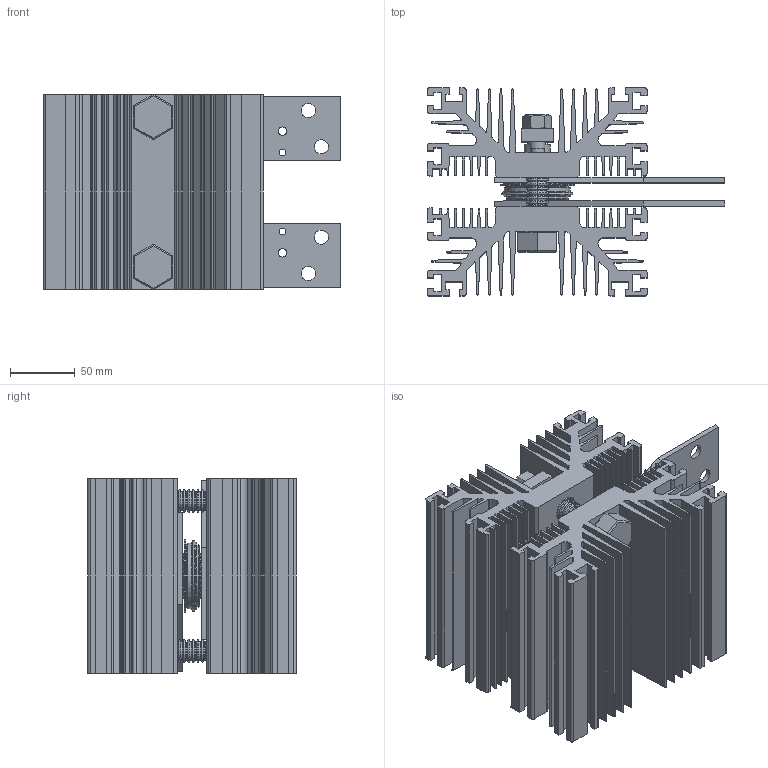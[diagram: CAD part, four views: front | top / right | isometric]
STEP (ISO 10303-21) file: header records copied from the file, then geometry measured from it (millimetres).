
FILE_DESCRIPTION (( 'STEP AP214' ), '1' );
FILE_NAME ('O243-PD41.STEP', '2021-04-02T05:55:10', ( '' ), ( '' ), 'SwSTEP 2.0', 'SolidWorks 2018', '' );
FILE_SCHEMA (( 'AUTOMOTIVE_DESIGN' ));
Length unit declared in the file: millimetre
Products named in the file (1): O243-PD41
Bounding box: 230 x 161 x 151 mm (x, y, z)
Volume: 1682442.3 mm3; surface area: 728760.1 mm2
Topology: 25 solids, 25 shells, 1265 faces, 3184 edges, 1982 vertices
Faces by surface type: plane 489, cylinder 396, cone 190, torus 188, sphere 2
Entity records: 52289 total; most frequent: DIRECTION 7018, CARTESIAN_POINT 6706, ORIENTED_EDGE 6348, EDGE_CURVE 3174, AXIS2_PLACEMENT_3D 2614, VERTEX_POINT 1982, VECTOR 1790, LINE 1790
